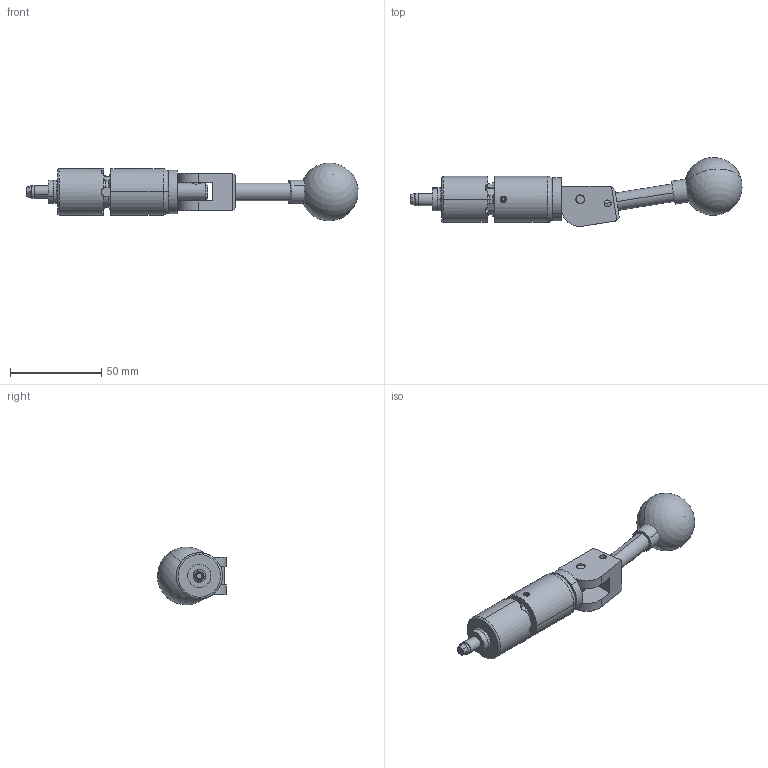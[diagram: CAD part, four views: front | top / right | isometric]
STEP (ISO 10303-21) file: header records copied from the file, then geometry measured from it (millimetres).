
FILE_DESCRIPTION (( 'STEP AP214' ), '1' );
FILE_NAME ('CTSC-003722.STEP', '2025-06-11T16:15:12', ( '' ), ( '' ), 'SwSTEP 2.0', 'SolidWorks 2023', '' );
FILE_SCHEMA (( 'AUTOMOTIVE_DESIGN' ));
Length unit declared in the file: inch
Products named in the file (1): CTSC-003722
Bounding box: 182.25 x 37.85 x 31.66 mm (x, y, z)
Volume: 62366.9 mm3; surface area: 19407.5 mm2
Topology: 9 solids, 9 shells, 276 faces, 689 edges, 438 vertices
Faces by surface type: cylinder 111, plane 105, cone 46, torus 9, bspline 3, sphere 2
Entity records: 12884 total; most frequent: CARTESIAN_POINT 2737, DIRECTION 1394, ORIENTED_EDGE 1364, EDGE_CURVE 682, AXIS2_PLACEMENT_3D 538, VERTEX_POINT 435, VECTOR 318, LINE 318
